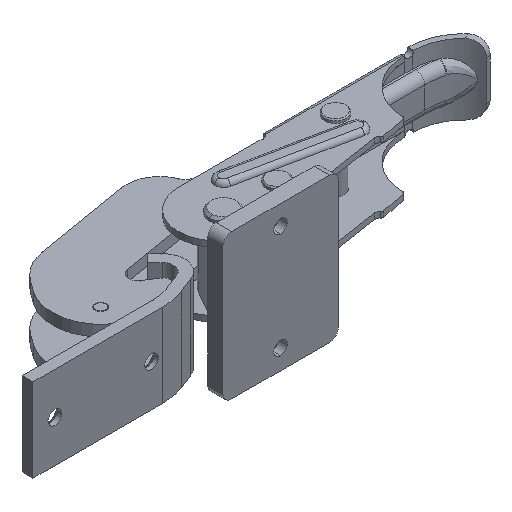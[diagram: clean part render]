
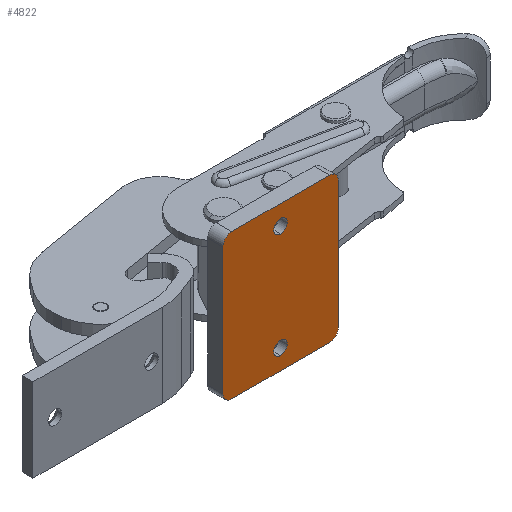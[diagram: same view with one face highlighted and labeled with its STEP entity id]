
A CAD part, isometric view. The second image highlights one B-rep face of the part: STEP entity #4822.
In plain terms, the highlighted planar face has unit normal (0, -1, 0).
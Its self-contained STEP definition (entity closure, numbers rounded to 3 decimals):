
#78 = DIRECTION ( 'NONE',  ( 0., 1., 0. ) ) ;
#82 = CARTESIAN_POINT ( 'NONE',  ( 0., 0., -20.9 ) ) ;
#215 = VERTEX_POINT ( 'NONE', #3293 ) ;
#431 = DIRECTION ( 'NONE',  ( -1., 0., 0. ) ) ;
#509 = VERTEX_POINT ( 'NONE', #4359 ) ;
#599 = CARTESIAN_POINT ( 'NONE',  ( -26.25, 0., -29. ) ) ;
#739 = AXIS2_PLACEMENT_3D ( 'NONE', #8132, #4209, #4740 ) ;
#762 = CIRCLE ( 'NONE', #4482, 4. ) ;
#850 = VERTEX_POINT ( 'NONE', #3337 ) ;
#894 = ORIENTED_EDGE ( 'NONE', *, *, #6520, .F. ) ;
#1016 = EDGE_CURVE ( 'NONE', #1056, #850, #7127, .T. ) ;
#1056 = VERTEX_POINT ( 'NONE', #1865 ) ;
#1088 = VERTEX_POINT ( 'NONE', #8417 ) ;
#1163 = VECTOR ( 'NONE', #1930, 1000. ) ;
#1558 = EDGE_CURVE ( 'NONE', #2086, #3344, #4536, .T. ) ;
#1577 = CARTESIAN_POINT ( 'NONE',  ( 0., 0., 20.9 ) ) ;
#1602 = AXIS2_PLACEMENT_3D ( 'NONE', #4955, #6943, #6910 ) ;
#1637 = DIRECTION ( 'NONE',  ( 0., 1., 0. ) ) ;
#1655 = VERTEX_POINT ( 'NONE', #6366 ) ;
#1672 = VERTEX_POINT ( 'NONE', #7425 ) ;
#1865 = CARTESIAN_POINT ( 'NONE',  ( -22.25, 0., 33. ) ) ;
#1930 = DIRECTION ( 'NONE',  ( 0., 0., -1. ) ) ;
#1962 = DIRECTION ( 'NONE',  ( 0., 1., 0. ) ) ;
#1984 = AXIS2_PLACEMENT_3D ( 'NONE', #5978, #78, #5924 ) ;
#2073 = LINE ( 'NONE', #6253, #7110 ) ;
#2086 = VERTEX_POINT ( 'NONE', #1577 ) ;
#2130 = EDGE_CURVE ( 'NONE', #1655, #509, #2073, .T. ) ;
#2296 = CARTESIAN_POINT ( 'NONE',  ( -22.25, 0., -29. ) ) ;
#2305 = EDGE_CURVE ( 'NONE', #850, #1672, #762, .T. ) ;
#2327 = EDGE_CURVE ( 'NONE', #1672, #215, #7388, .T. ) ;
#2347 = LINE ( 'NONE', #599, #3887 ) ;
#2361 = CARTESIAN_POINT ( 'NONE',  ( 0., 0., 24. ) ) ;
#2393 = CARTESIAN_POINT ( 'NONE',  ( 22.25, 0., -29. ) ) ;
#2546 = CIRCLE ( 'NONE', #5997, 4. ) ;
#2712 = VERTEX_POINT ( 'NONE', #6059 ) ;
#2762 = FACE_BOUND ( 'NONE', #5173, .T. ) ;
#3016 = PLANE ( 'NONE',  #6466 ) ;
#3048 = AXIS2_PLACEMENT_3D ( 'NONE', #2361, #5600, #6945 ) ;
#3075 = DIRECTION ( 'NONE',  ( 0., 0., -1. ) ) ;
#3105 = ORIENTED_EDGE ( 'NONE', *, *, #8126, .T. ) ;
#3293 = CARTESIAN_POINT ( 'NONE',  ( 26.25, 0., -29. ) ) ;
#3311 = EDGE_CURVE ( 'NONE', #2712, #3934, #3904, .T. ) ;
#3337 = CARTESIAN_POINT ( 'NONE',  ( 22.25, 0., 33. ) ) ;
#3343 = CARTESIAN_POINT ( 'NONE',  ( -22.25, 0., 29. ) ) ;
#3344 = VERTEX_POINT ( 'NONE', #5338 ) ;
#3594 = ORIENTED_EDGE ( 'NONE', *, *, #2130, .F. ) ;
#3781 = ORIENTED_EDGE ( 'NONE', *, *, #2327, .F. ) ;
#3853 = CARTESIAN_POINT ( 'NONE',  ( 22.25, 0., 29. ) ) ;
#3872 = CIRCLE ( 'NONE', #739, 4. ) ;
#3887 = VECTOR ( 'NONE', #8414, 1000. ) ;
#3904 = CIRCLE ( 'NONE', #8391, 3.1 ) ;
#3934 = VERTEX_POINT ( 'NONE', #82 ) ;
#4004 = ORIENTED_EDGE ( 'NONE', *, *, #6311, .T. ) ;
#4011 = DIRECTION ( 'NONE',  ( 0., 0., 1. ) ) ;
#4051 = ORIENTED_EDGE ( 'NONE', *, *, #3311, .T. ) ;
#4209 = DIRECTION ( 'NONE',  ( 0., 1., 0. ) ) ;
#4239 = CIRCLE ( 'NONE', #1602, 3.1 ) ;
#4277 = ORIENTED_EDGE ( 'NONE', *, *, #1016, .F. ) ;
#4359 = CARTESIAN_POINT ( 'NONE',  ( -22.25, 0., -33. ) ) ;
#4399 = ORIENTED_EDGE ( 'NONE', *, *, #8283, .F. ) ;
#4424 = ORIENTED_EDGE ( 'NONE', *, *, #4996, .F. ) ;
#4482 = AXIS2_PLACEMENT_3D ( 'NONE', #3853, #1962, #6481 ) ;
#4536 = CIRCLE ( 'NONE', #3048, 3.1 ) ;
#4650 = ORIENTED_EDGE ( 'NONE', *, *, #5404, .F. ) ;
#4740 = DIRECTION ( 'NONE',  ( 0., 0., -1. ) ) ;
#4822 = ADVANCED_FACE ( 'NONE', ( #2762, #7805, #5407 ), #3016, .T. ) ;
#4955 = CARTESIAN_POINT ( 'NONE',  ( 0., 0., -24. ) ) ;
#4996 = EDGE_CURVE ( 'NONE', #7861, #1088, #2347, .T. ) ;
#5173 = EDGE_LOOP ( 'NONE', ( #4051, #3105 ) ) ;
#5295 = EDGE_LOOP ( 'NONE', ( #6275, #4004 ) ) ;
#5338 = CARTESIAN_POINT ( 'NONE',  ( 0., 0., 27.1 ) ) ;
#5404 = EDGE_CURVE ( 'NONE', #509, #7861, #2546, .T. ) ;
#5407 = FACE_BOUND ( 'NONE', #5295, .T. ) ;
#5428 = AXIS2_PLACEMENT_3D ( 'NONE', #3343, #7945, #4011 ) ;
#5600 = DIRECTION ( 'NONE',  ( 0., 1., 0. ) ) ;
#5691 = DIRECTION ( 'NONE',  ( 1., 0., 0. ) ) ;
#5924 = DIRECTION ( 'NONE',  ( 0., 0., 1. ) ) ;
#5978 = CARTESIAN_POINT ( 'NONE',  ( 0., 0., 24. ) ) ;
#5997 = AXIS2_PLACEMENT_3D ( 'NONE', #2296, #1637, #6852 ) ;
#6059 = CARTESIAN_POINT ( 'NONE',  ( 0., 0., -27.1 ) ) ;
#6244 = DIRECTION ( 'NONE',  ( 0., -1., 0. ) ) ;
#6253 = CARTESIAN_POINT ( 'NONE',  ( -22.25, 0., -33. ) ) ;
#6275 = ORIENTED_EDGE ( 'NONE', *, *, #1558, .T. ) ;
#6311 = EDGE_CURVE ( 'NONE', #3344, #2086, #6430, .T. ) ;
#6366 = CARTESIAN_POINT ( 'NONE',  ( 22.25, 0., -33. ) ) ;
#6430 = CIRCLE ( 'NONE', #1984, 3.1 ) ;
#6466 = AXIS2_PLACEMENT_3D ( 'NONE', #2393, #6244, #3075 ) ;
#6481 = DIRECTION ( 'NONE',  ( 0., 0., 1. ) ) ;
#6512 = EDGE_LOOP ( 'NONE', ( #894, #3781, #8089, #4277, #4399, #4424, #4650, #3594 ) ) ;
#6520 = EDGE_CURVE ( 'NONE', #215, #1655, #3872, .T. ) ;
#6697 = VECTOR ( 'NONE', #5691, 1000. ) ;
#6852 = DIRECTION ( 'NONE',  ( 0., 0., 1. ) ) ;
#6910 = DIRECTION ( 'NONE',  ( 0., 0., 1. ) ) ;
#6943 = DIRECTION ( 'NONE',  ( 0., 1., 0. ) ) ;
#6945 = DIRECTION ( 'NONE',  ( 0., 0., 1. ) ) ;
#7110 = VECTOR ( 'NONE', #431, 1000. ) ;
#7127 = LINE ( 'NONE', #7153, #6697 ) ;
#7153 = CARTESIAN_POINT ( 'NONE',  ( -22.25, 0., 33. ) ) ;
#7299 = CIRCLE ( 'NONE', #5428, 4. ) ;
#7309 = CARTESIAN_POINT ( 'NONE',  ( -26.25, 0., -29. ) ) ;
#7330 = CARTESIAN_POINT ( 'NONE',  ( 0., 0., -24. ) ) ;
#7388 = LINE ( 'NONE', #8467, #1163 ) ;
#7425 = CARTESIAN_POINT ( 'NONE',  ( 26.25, 0., 29. ) ) ;
#7805 = FACE_OUTER_BOUND ( 'NONE', #6512, .T. ) ;
#7861 = VERTEX_POINT ( 'NONE', #7309 ) ;
#7945 = DIRECTION ( 'NONE',  ( 0., 1., 0. ) ) ;
#8059 = DIRECTION ( 'NONE',  ( 0., 1., 0. ) ) ;
#8087 = DIRECTION ( 'NONE',  ( 0., 0., 1. ) ) ;
#8089 = ORIENTED_EDGE ( 'NONE', *, *, #2305, .F. ) ;
#8126 = EDGE_CURVE ( 'NONE', #3934, #2712, #4239, .T. ) ;
#8132 = CARTESIAN_POINT ( 'NONE',  ( 22.25, 0., -29. ) ) ;
#8283 = EDGE_CURVE ( 'NONE', #1088, #1056, #7299, .T. ) ;
#8391 = AXIS2_PLACEMENT_3D ( 'NONE', #7330, #8059, #8087 ) ;
#8414 = DIRECTION ( 'NONE',  ( 0., 0., 1. ) ) ;
#8417 = CARTESIAN_POINT ( 'NONE',  ( -26.25, 0., 29. ) ) ;
#8467 = CARTESIAN_POINT ( 'NONE',  ( 26.25, 0., -29. ) ) ;
